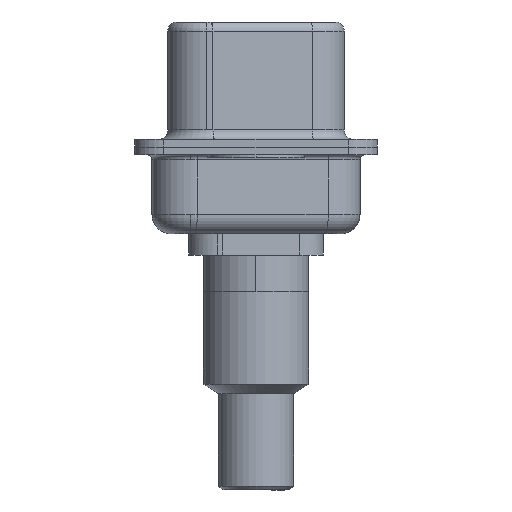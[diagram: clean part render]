
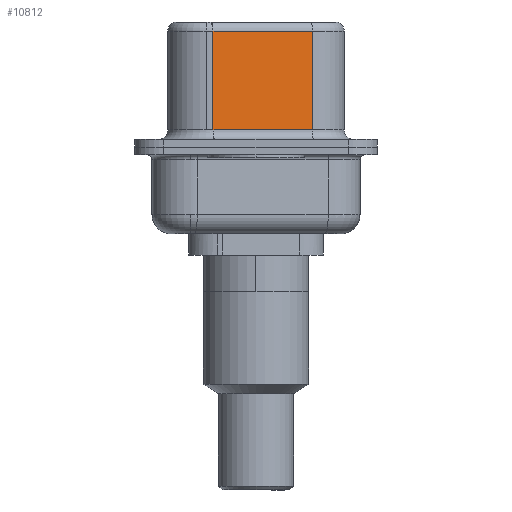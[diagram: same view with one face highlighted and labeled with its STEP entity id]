
A CAD part, left-side view. The second image highlights one B-rep face of the part: STEP entity #10812.
In plain terms, the highlighted planar face has unit normal (-0.985, -0.174, 0).
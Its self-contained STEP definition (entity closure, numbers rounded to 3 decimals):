
#81 = CARTESIAN_POINT ( 'NONE',  ( 4.58, -2.927, 6.52 ) ) ;
#97 = DIRECTION ( 'NONE',  ( -0.174, 0.985, 0. ) ) ;
#317 = DIRECTION ( 'NONE',  ( 0.174, -0.985, 0. ) ) ;
#852 = ORIENTED_EDGE ( 'NONE', *, *, #1072, .T. ) ;
#1072 = EDGE_CURVE ( 'NONE', #11284, #13413, #4757, .T. ) ;
#1761 = CARTESIAN_POINT ( 'NONE',  ( 4.58, -2.927, 6.52 ) ) ;
#1891 = DIRECTION ( 'NONE',  ( -0.174, 0.985, 0. ) ) ;
#1905 = FACE_OUTER_BOUND ( 'NONE', #8740, .T. ) ;
#2062 = LINE ( 'NONE', #8426, #4615 ) ;
#3447 = CARTESIAN_POINT ( 'NONE',  ( 4.58, -2.927, 6.02 ) ) ;
#3724 = CARTESIAN_POINT ( 'NONE',  ( 3.67, 2.233, 6.02 ) ) ;
#3738 = ORIENTED_EDGE ( 'NONE', *, *, #17993, .T. ) ;
#3916 = CARTESIAN_POINT ( 'NONE',  ( 3.67, 2.233, 6.52 ) ) ;
#4405 = LINE ( 'NONE', #3916, #15918 ) ;
#4615 = VECTOR ( 'NONE', #317, 1000. ) ;
#4757 = LINE ( 'NONE', #3447, #14279 ) ;
#4885 = DIRECTION ( 'NONE',  ( 0.985, 0.174, 0. ) ) ;
#6582 = DIRECTION ( 'NONE',  ( 0., 0., -1. ) ) ;
#7042 = DIRECTION ( 'NONE',  ( 0., 0., -1. ) ) ;
#8426 = CARTESIAN_POINT ( 'NONE',  ( 4.58, -2.927, 0.9 ) ) ;
#8740 = EDGE_LOOP ( 'NONE', ( #16240, #852, #14793, #3738 ) ) ;
#9264 = PLANE ( 'NONE',  #11530 ) ;
#9290 = VERTEX_POINT ( 'NONE', #15932 ) ;
#10812 = ADVANCED_FACE ( 'NONE', ( #1905 ), #9264, .F. ) ;
#11268 = EDGE_CURVE ( 'NONE', #11284, #19331, #11904, .T. ) ;
#11284 = VERTEX_POINT ( 'NONE', #11352 ) ;
#11352 = CARTESIAN_POINT ( 'NONE',  ( 4.58, -2.927, 6.02 ) ) ;
#11530 = AXIS2_PLACEMENT_3D ( 'NONE', #1761, #4885, #97 ) ;
#11904 = LINE ( 'NONE', #81, #13943 ) ;
#13413 = VERTEX_POINT ( 'NONE', #3724 ) ;
#13943 = VECTOR ( 'NONE', #6582, 1000. ) ;
#14279 = VECTOR ( 'NONE', #1891, 1000. ) ;
#14793 = ORIENTED_EDGE ( 'NONE', *, *, #20199, .T. ) ;
#15918 = VECTOR ( 'NONE', #7042, 1000. ) ;
#15932 = CARTESIAN_POINT ( 'NONE',  ( 3.67, 2.233, 0.9 ) ) ;
#16240 = ORIENTED_EDGE ( 'NONE', *, *, #11268, .F. ) ;
#17993 = EDGE_CURVE ( 'NONE', #9290, #19331, #2062, .T. ) ;
#18541 = CARTESIAN_POINT ( 'NONE',  ( 4.58, -2.927, 0.9 ) ) ;
#19331 = VERTEX_POINT ( 'NONE', #18541 ) ;
#20199 = EDGE_CURVE ( 'NONE', #13413, #9290, #4405, .T. ) ;
